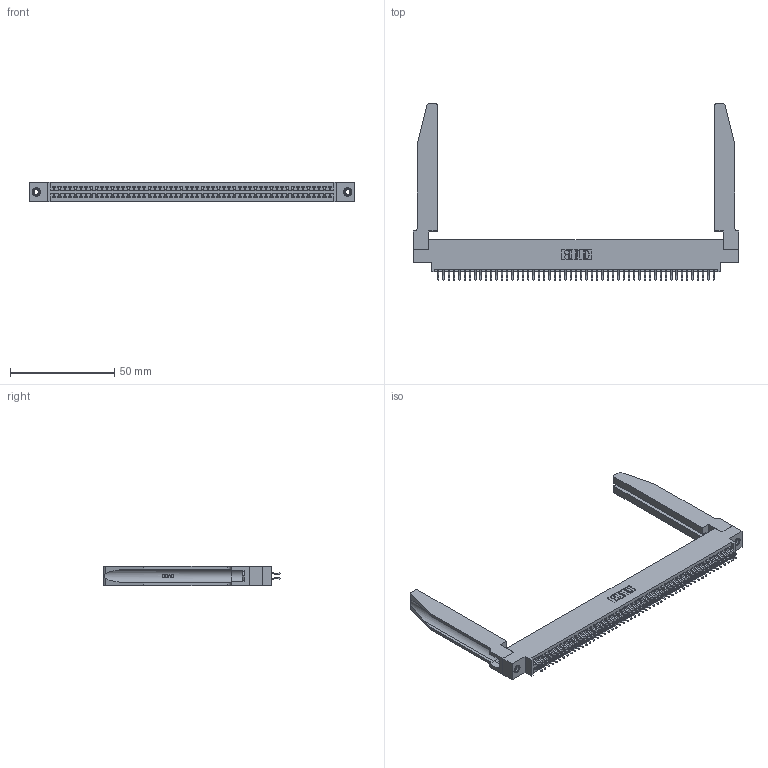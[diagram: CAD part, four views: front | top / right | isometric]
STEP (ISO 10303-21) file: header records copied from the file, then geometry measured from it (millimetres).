
FILE_DESCRIPTION (( 'STEP AP203' ), '1' );
FILE_NAME ('345-106-556-878.STEP', '2019-11-03T17:33:31', ( '' ), ( '' ), 'SwSTEP 2.0', 'SolidWorks 2016', '' );
FILE_SCHEMA (( 'CONFIG_CONTROL_DESIGN' ));
Length unit declared in the file: inch
Products named in the file (5): 345-220-078_345-220-078; 345-250-001_345-250-001-102; 345-106-556-878; 345-292-001_556 Tail; 345 Part_0.170 Offset - 0.156 Dia-TH
Assembly tree (111 placements, depth 2):
  345-106-556-878
    345 Part_0.170 Offset - 0.156 Dia-TH
    345-292-001_556 Tail  x106
    345-250-001_345-250-001-102  x2
    345-220-078_345-220-078  x2
Bounding box: 155.85 x 84.51 x 9.4 mm (x, y, z)
Volume: 22894.8 mm3; surface area: 29458.6 mm2
Topology: 111 solids, 111 shells, 6300 faces, 18663 edges, 12290 vertices
Faces by surface type: plane 4148, cylinder 2100, bspline 36, cone 12, torus 4
Entity records: 45196 total; most frequent: CARTESIAN_POINT 8499, ORIENTED_EDGE 7318, DIRECTION 6461, EDGE_CURVE 3659, VECTOR 3213, LINE 3213, VERTEX_POINT 2432, AXIS2_PLACEMENT_3D 1624
